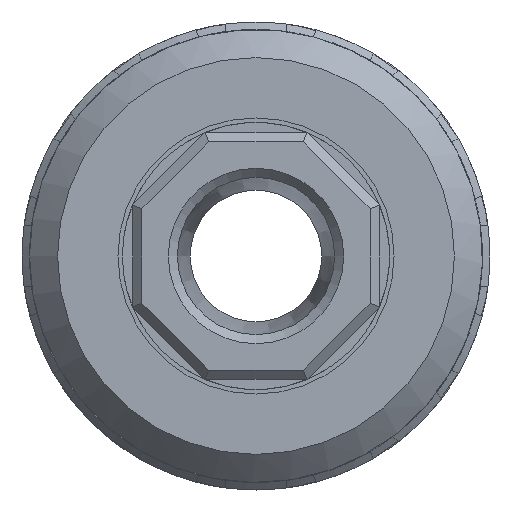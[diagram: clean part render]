
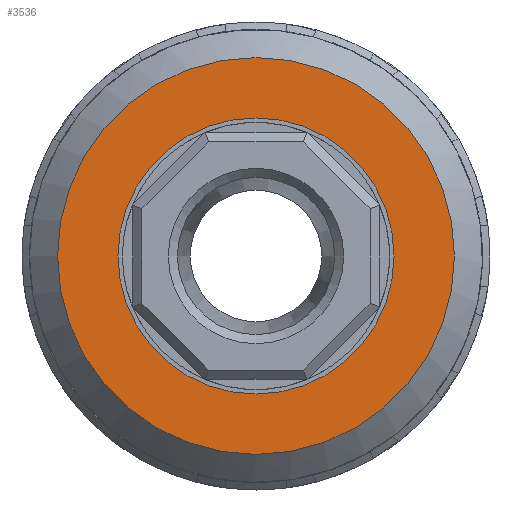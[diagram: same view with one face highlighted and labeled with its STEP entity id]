
A CAD part, front view. The second image highlights one B-rep face of the part: STEP entity #3536.
In plain terms, the highlighted free-form (B-spline) face has degree [1, 1] with [2, 2] control points.
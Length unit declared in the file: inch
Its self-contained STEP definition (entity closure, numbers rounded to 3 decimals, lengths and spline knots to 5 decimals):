
#3505=CARTESIAN_POINT('',(17.396,49.95807,12.8205));
#3506=VERTEX_POINT('',#3505);
#3507=CARTESIAN_POINT('',(18.456,49.95807,12.8205));
#3508=DIRECTION('',(0.0,0.0,-1.0));
#3509=DIRECTION('',(-1.0,0.0,0.0));
#3510=AXIS2_PLACEMENT_3D('',#3507,#3508,#3509);
#3511=CIRCLE('',#3510,1.06);
#3512=EDGE_CURVE('',#3506,#3506,#3511,.T.);
#3517=CARTESIAN_POINT('',(19.516,48.89807,12.8205));
#3518=CARTESIAN_POINT('',(19.516,51.01807,12.8205));
#3519=CARTESIAN_POINT('',(17.396,48.89807,12.8205));
#3520=CARTESIAN_POINT('',(17.396,51.01807,12.8205));
#3521=B_SPLINE_SURFACE_WITH_KNOTS('',1,1,((#3517,#3519),(#3518,#3520)),.UNSPECIFIED.,.F.,.F.,.U.,(2,2),(2,2),(0.0,2.12),(0.0,2.12),.UNSPECIFIED.);
#3522=ORIENTED_EDGE('',*,*,#3512,.F.);
#3523=EDGE_LOOP('',(#3522));
#3524=FACE_OUTER_BOUND('',#3523,.T.);
#3525=CARTESIAN_POINT('',(17.7185,49.95807,12.8205));
#3526=VERTEX_POINT('',#3525);
#3527=CARTESIAN_POINT('',(18.456,49.95807,12.8205));
#3528=DIRECTION('',(0.0,0.0,-1.0));
#3529=DIRECTION('',(-1.0,0.0,0.0));
#3530=AXIS2_PLACEMENT_3D('',#3527,#3528,#3529);
#3531=CIRCLE('',#3530,0.7375);
#3532=EDGE_CURVE('',#3526,#3526,#3531,.T.);
#3533=ORIENTED_EDGE('',*,*,#3532,.T.);
#3534=EDGE_LOOP('',(#3533));
#3535=FACE_BOUND('',#3534,.T.);
#3536=ADVANCED_FACE('',(#3524,#3535),#3521,.T.);
